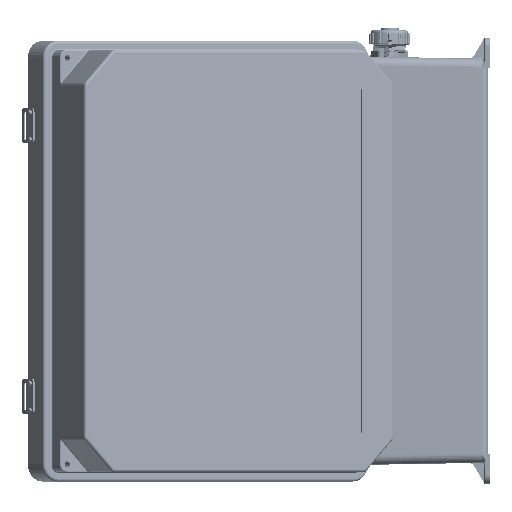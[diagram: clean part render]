
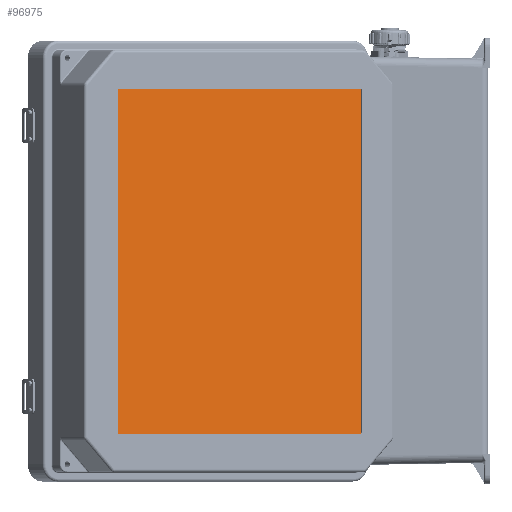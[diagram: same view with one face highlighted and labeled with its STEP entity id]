
A CAD part, left-side view. The second image highlights one B-rep face of the part: STEP entity #96975.
In plain terms, the highlighted face is planar.
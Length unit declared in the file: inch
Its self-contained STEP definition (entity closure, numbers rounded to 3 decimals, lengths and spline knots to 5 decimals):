
#272 = DIRECTION ( 'NONE',  ( -1., 0., 0. ) ) ;
#277 = CARTESIAN_POINT ( 'NONE',  ( 4.9375, -0.22, -6. ) ) ;
#1219 = VERTEX_POINT ( 'NONE', #99534 ) ;
#1228 = VERTEX_POINT ( 'NONE', #99543 ) ;
#1230 = VERTEX_POINT ( 'NONE', #99539 ) ;
#1234 = VERTEX_POINT ( 'NONE', #99547 ) ;
#1237 = VERTEX_POINT ( 'NONE', #99549 ) ;
#1240 = VERTEX_POINT ( 'NONE', #99551 ) ;
#1244 = VERTEX_POINT ( 'NONE', #99550 ) ;
#1247 = VERTEX_POINT ( 'NONE', #99552 ) ;
#2116 = CIRCLE ( 'NONE', #72136, 0.0625 ) ;
#2884 = LINE ( 'NONE', #104945, #2899 ) ;
#2899 = VECTOR ( 'NONE', #104981, 39.37008 ) ;
#7669 = AXIS2_PLACEMENT_3D ( 'NONE', #55281, #55282, #55284 ) ;
#7753 = AXIS2_PLACEMENT_3D ( 'NONE', #56128, #56130, #56133 ) ;
#13007 = PLANE ( 'NONE',  #60481 ) ;
#13046 = CARTESIAN_POINT ( 'NONE',  ( 4.9375, -0.22, -5.9375 ) ) ;
#13048 = DIRECTION ( 'NONE',  ( 0., -1., 0. ) ) ;
#13050 = DIRECTION ( 'NONE',  ( 0., 0., -1. ) ) ;
#19355 = FACE_OUTER_BOUND ( 'NONE', #96414, .T. ) ;
#31038 = CARTESIAN_POINT ( 'NONE',  ( -4.9375, -0.22, -5.9375 ) ) ;
#31039 = DIRECTION ( 'NONE',  ( 0., 1., 0. ) ) ;
#31040 = DIRECTION ( 'NONE',  ( 0., 0., -1. ) ) ;
#36665 = EDGE_CURVE ( 'NONE', #1230, #1247, #60914, .T. ) ;
#37022 = EDGE_CURVE ( 'NONE', #1247, #1244, #2116, .T. ) ;
#37259 = EDGE_CURVE ( 'NONE', #1244, #1240, #2884, .T. ) ;
#37865 = EDGE_CURVE ( 'NONE', #1240, #1237, #113174, .T. ) ;
#54870 = CARTESIAN_POINT ( 'NONE',  ( 4.9375, -0.22, 6. ) ) ;
#54871 = DIRECTION ( 'NONE',  ( 1., 0., 0. ) ) ;
#54969 = CARTESIAN_POINT ( 'NONE',  ( 5., -0.22, 5.9375 ) ) ;
#54971 = DIRECTION ( 'NONE',  ( 0., 0., -1. ) ) ;
#55281 = CARTESIAN_POINT ( 'NONE',  ( 4.9375, -0.22, 5.9375 ) ) ;
#55282 = DIRECTION ( 'NONE',  ( 0., 1., 0. ) ) ;
#55284 = DIRECTION ( 'NONE',  ( 0., 0., 1. ) ) ;
#56128 = CARTESIAN_POINT ( 'NONE',  ( 4.9375, -0.22, -5.9375 ) ) ;
#56130 = DIRECTION ( 'NONE',  ( 0., 1., 0. ) ) ;
#56133 = DIRECTION ( 'NONE',  ( 0., 0., -1. ) ) ;
#57726 = CIRCLE ( 'NONE', #7753, 0.0625 ) ;
#60481 = AXIS2_PLACEMENT_3D ( 'NONE', #13046, #13048, #13050 ) ;
#60914 = LINE ( 'NONE', #277, #60923 ) ;
#60923 = VECTOR ( 'NONE', #272, 39.37008 ) ;
#66380 = ORIENTED_EDGE ( 'NONE', *, *, #123835, .F. ) ;
#66382 = ORIENTED_EDGE ( 'NONE', *, *, #123534, .F. ) ;
#66384 = ORIENTED_EDGE ( 'NONE', *, *, #123610, .F. ) ;
#66386 = ORIENTED_EDGE ( 'NONE', *, *, #123512, .F. ) ;
#66388 = ORIENTED_EDGE ( 'NONE', *, *, #37865, .F. ) ;
#66390 = ORIENTED_EDGE ( 'NONE', *, *, #37259, .F. ) ;
#66392 = ORIENTED_EDGE ( 'NONE', *, *, #37022, .F. ) ;
#66394 = ORIENTED_EDGE ( 'NONE', *, *, #36665, .F. ) ;
#72136 = AXIS2_PLACEMENT_3D ( 'NONE', #31038, #31039, #31040 ) ;
#72397 = AXIS2_PLACEMENT_3D ( 'NONE', #112660, #112661, #112662 ) ;
#84760 = LINE ( 'NONE', #54870, #84764 ) ;
#84764 = VECTOR ( 'NONE', #54871, 39.37008 ) ;
#84824 = LINE ( 'NONE', #54969, #84830 ) ;
#84830 = VECTOR ( 'NONE', #54971, 39.37008 ) ;
#84941 = CIRCLE ( 'NONE', #7669, 0.0625 ) ;
#96414 = EDGE_LOOP ( 'NONE', ( #66380, #66382, #66384, #66386, #66388, #66390, #66392, #66394 ) ) ;
#96975 = ADVANCED_FACE ( 'NONE', ( #19355 ), #13007, .T. ) ;
#99534 = CARTESIAN_POINT ( 'NONE',  ( 5., -0.22, -5.9375 ) ) ;
#99539 = CARTESIAN_POINT ( 'NONE',  ( 4.9375, -0.22, -6. ) ) ;
#99543 = CARTESIAN_POINT ( 'NONE',  ( 5., -0.22, 5.9375 ) ) ;
#99547 = CARTESIAN_POINT ( 'NONE',  ( 4.9375, -0.22, 6. ) ) ;
#99549 = CARTESIAN_POINT ( 'NONE',  ( -4.9375, -0.22, 6. ) ) ;
#99550 = CARTESIAN_POINT ( 'NONE',  ( -5., -0.22, -5.9375 ) ) ;
#99551 = CARTESIAN_POINT ( 'NONE',  ( -5., -0.22, 5.9375 ) ) ;
#99552 = CARTESIAN_POINT ( 'NONE',  ( -4.9375, -0.22, -6. ) ) ;
#104945 = CARTESIAN_POINT ( 'NONE',  ( -5., -0.22, 5.9375 ) ) ;
#104981 = DIRECTION ( 'NONE',  ( 0., 0., 1. ) ) ;
#112660 = CARTESIAN_POINT ( 'NONE',  ( -4.9375, -0.22, 5.9375 ) ) ;
#112661 = DIRECTION ( 'NONE',  ( 0., 1., 0. ) ) ;
#112662 = DIRECTION ( 'NONE',  ( 0., 0., -1. ) ) ;
#113174 = CIRCLE ( 'NONE', #72397, 0.0625 ) ;
#123512 = EDGE_CURVE ( 'NONE', #1237, #1234, #84760, .T. ) ;
#123534 = EDGE_CURVE ( 'NONE', #1228, #1219, #84824, .T. ) ;
#123610 = EDGE_CURVE ( 'NONE', #1234, #1228, #84941, .T. ) ;
#123835 = EDGE_CURVE ( 'NONE', #1219, #1230, #57726, .T. ) ;
